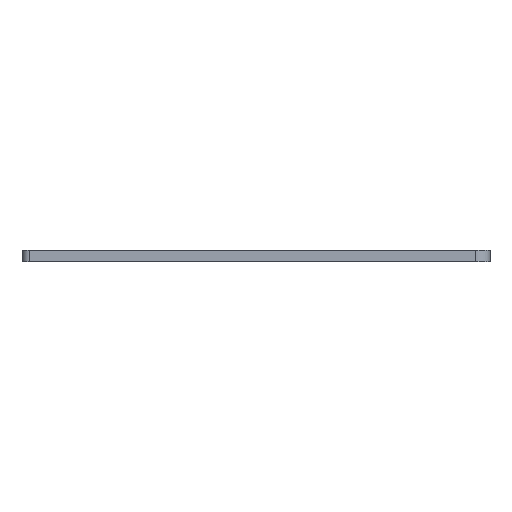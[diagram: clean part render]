
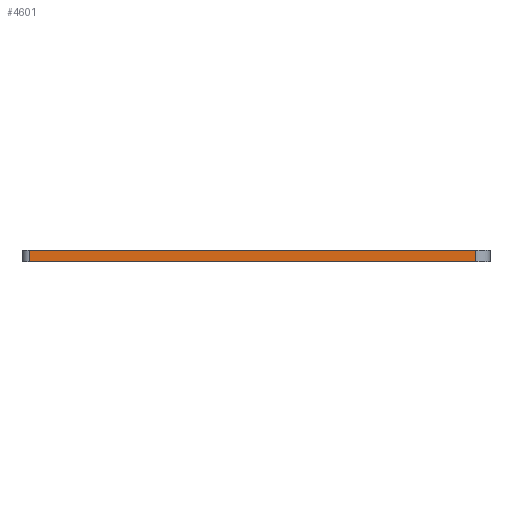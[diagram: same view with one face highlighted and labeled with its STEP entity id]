
A CAD part, left-side view. The second image highlights one B-rep face of the part: STEP entity #4601.
In plain terms, the highlighted planar face has unit normal (-1, 0, 0).
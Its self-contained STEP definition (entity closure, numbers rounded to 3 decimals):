
#55 = CYLINDRICAL_SURFACE('',#56,2.);
#56 = AXIS2_PLACEMENT_3D('',#57,#58,#59);
#57 = CARTESIAN_POINT('',(54.,-124.,0.));
#58 = DIRECTION('',(-0.,-0.,-1.));
#59 = DIRECTION('',(1.,0.,-0.));
#83 = PLANE('',#84);
#84 = AXIS2_PLACEMENT_3D('',#85,#86,#87);
#85 = CARTESIAN_POINT('',(100.931,-93.955,1.6));
#86 = DIRECTION('',(0.,0.,1.));
#87 = DIRECTION('',(1.,0.,-0.));
#137 = PLANE('',#138);
#138 = AXIS2_PLACEMENT_3D('',#139,#140,#141);
#139 = CARTESIAN_POINT('',(100.931,-93.955,0.));
#140 = DIRECTION('',(0.,0.,1.));
#141 = DIRECTION('',(1.,0.,-0.));
#152 = EDGE_CURVE('',#153,#155,#157,.T.);
#153 = VERTEX_POINT('',#154);
#154 = CARTESIAN_POINT('',(52.,-124.,0.));
#155 = VERTEX_POINT('',#156);
#156 = CARTESIAN_POINT('',(52.,-124.,1.6));
#157 = SURFACE_CURVE('',#158,(#162,#169),.PCURVE_S1.);
#158 = LINE('',#159,#160);
#159 = CARTESIAN_POINT('',(52.,-124.,0.));
#160 = VECTOR('',#161,1.);
#161 = DIRECTION('',(0.,0.,1.));
#162 = PCURVE('',#55,#163);
#163 = DEFINITIONAL_REPRESENTATION('',(#164),#168);
#164 = LINE('',#165,#166);
#165 = CARTESIAN_POINT('',(-3.142,0.));
#166 = VECTOR('',#167,1.);
#167 = DIRECTION('',(-0.,-1.));
#168 = ( GEOMETRIC_REPRESENTATION_CONTEXT(2) 
PARAMETRIC_REPRESENTATION_CONTEXT() REPRESENTATION_CONTEXT('2D SPACE',''
  ) );
#169 = PCURVE('',#170,#175);
#170 = PLANE('',#171);
#171 = AXIS2_PLACEMENT_3D('',#172,#173,#174);
#172 = CARTESIAN_POINT('',(52.,-63.,0.));
#173 = DIRECTION('',(1.,0.,-0.));
#174 = DIRECTION('',(0.,-1.,0.));
#175 = DEFINITIONAL_REPRESENTATION('',(#176),#180);
#176 = LINE('',#177,#178);
#177 = CARTESIAN_POINT('',(61.,0.));
#178 = VECTOR('',#179,1.);
#179 = DIRECTION('',(0.,-1.));
#180 = ( GEOMETRIC_REPRESENTATION_CONTEXT(2) 
PARAMETRIC_REPRESENTATION_CONTEXT() REPRESENTATION_CONTEXT('2D SPACE',''
  ) );
#391 = VERTEX_POINT('',#392);
#392 = CARTESIAN_POINT('',(52.,-63.,0.));
#407 = CYLINDRICAL_SURFACE('',#408,1.);
#408 = AXIS2_PLACEMENT_3D('',#409,#410,#411);
#409 = CARTESIAN_POINT('',(53.,-63.,0.));
#410 = DIRECTION('',(-0.,-0.,-1.));
#411 = DIRECTION('',(1.,0.,-0.));
#419 = EDGE_CURVE('',#391,#153,#420,.T.);
#420 = SURFACE_CURVE('',#421,(#425,#432),.PCURVE_S1.);
#421 = LINE('',#422,#423);
#422 = CARTESIAN_POINT('',(52.,-63.,0.));
#423 = VECTOR('',#424,1.);
#424 = DIRECTION('',(0.,-1.,0.));
#425 = PCURVE('',#137,#426);
#426 = DEFINITIONAL_REPRESENTATION('',(#427),#431);
#427 = LINE('',#428,#429);
#428 = CARTESIAN_POINT('',(-48.931,30.955));
#429 = VECTOR('',#430,1.);
#430 = DIRECTION('',(0.,-1.));
#431 = ( GEOMETRIC_REPRESENTATION_CONTEXT(2) 
PARAMETRIC_REPRESENTATION_CONTEXT() REPRESENTATION_CONTEXT('2D SPACE',''
  ) );
#432 = PCURVE('',#170,#433);
#433 = DEFINITIONAL_REPRESENTATION('',(#434),#438);
#434 = LINE('',#435,#436);
#435 = CARTESIAN_POINT('',(0.,0.));
#436 = VECTOR('',#437,1.);
#437 = DIRECTION('',(1.,0.));
#438 = ( GEOMETRIC_REPRESENTATION_CONTEXT(2) 
PARAMETRIC_REPRESENTATION_CONTEXT() REPRESENTATION_CONTEXT('2D SPACE',''
  ) );
#2717 = VERTEX_POINT('',#2718);
#2718 = CARTESIAN_POINT('',(52.,-63.,1.6));
#2740 = EDGE_CURVE('',#2717,#155,#2741,.T.);
#2741 = SURFACE_CURVE('',#2742,(#2746,#2753),.PCURVE_S1.);
#2742 = LINE('',#2743,#2744);
#2743 = CARTESIAN_POINT('',(52.,-63.,1.6));
#2744 = VECTOR('',#2745,1.);
#2745 = DIRECTION('',(0.,-1.,0.));
#2746 = PCURVE('',#83,#2747);
#2747 = DEFINITIONAL_REPRESENTATION('',(#2748),#2752);
#2748 = LINE('',#2749,#2750);
#2749 = CARTESIAN_POINT('',(-48.931,30.955));
#2750 = VECTOR('',#2751,1.);
#2751 = DIRECTION('',(0.,-1.));
#2752 = ( GEOMETRIC_REPRESENTATION_CONTEXT(2) 
PARAMETRIC_REPRESENTATION_CONTEXT() REPRESENTATION_CONTEXT('2D SPACE',''
  ) );
#2753 = PCURVE('',#170,#2754);
#2754 = DEFINITIONAL_REPRESENTATION('',(#2755),#2759);
#2755 = LINE('',#2756,#2757);
#2756 = CARTESIAN_POINT('',(0.,-1.6));
#2757 = VECTOR('',#2758,1.);
#2758 = DIRECTION('',(1.,0.));
#2759 = ( GEOMETRIC_REPRESENTATION_CONTEXT(2) 
PARAMETRIC_REPRESENTATION_CONTEXT() REPRESENTATION_CONTEXT('2D SPACE',''
  ) );
#4601 = ADVANCED_FACE('',(#4602),#170,.F.);
#4602 = FACE_BOUND('',#4603,.F.);
#4603 = EDGE_LOOP('',(#4604,#4625,#4626,#4627));
#4604 = ORIENTED_EDGE('',*,*,#4605,.T.);
#4605 = EDGE_CURVE('',#391,#2717,#4606,.T.);
#4606 = SURFACE_CURVE('',#4607,(#4611,#4618),.PCURVE_S1.);
#4607 = LINE('',#4608,#4609);
#4608 = CARTESIAN_POINT('',(52.,-63.,0.));
#4609 = VECTOR('',#4610,1.);
#4610 = DIRECTION('',(0.,0.,1.));
#4611 = PCURVE('',#170,#4612);
#4612 = DEFINITIONAL_REPRESENTATION('',(#4613),#4617);
#4613 = LINE('',#4614,#4615);
#4614 = CARTESIAN_POINT('',(0.,0.));
#4615 = VECTOR('',#4616,1.);
#4616 = DIRECTION('',(0.,-1.));
#4617 = ( GEOMETRIC_REPRESENTATION_CONTEXT(2) 
PARAMETRIC_REPRESENTATION_CONTEXT() REPRESENTATION_CONTEXT('2D SPACE',''
  ) );
#4618 = PCURVE('',#407,#4619);
#4619 = DEFINITIONAL_REPRESENTATION('',(#4620),#4624);
#4620 = LINE('',#4621,#4622);
#4621 = CARTESIAN_POINT('',(-3.142,0.));
#4622 = VECTOR('',#4623,1.);
#4623 = DIRECTION('',(-0.,-1.));
#4624 = ( GEOMETRIC_REPRESENTATION_CONTEXT(2) 
PARAMETRIC_REPRESENTATION_CONTEXT() REPRESENTATION_CONTEXT('2D SPACE',''
  ) );
#4625 = ORIENTED_EDGE('',*,*,#2740,.T.);
#4626 = ORIENTED_EDGE('',*,*,#152,.F.);
#4627 = ORIENTED_EDGE('',*,*,#419,.F.);
